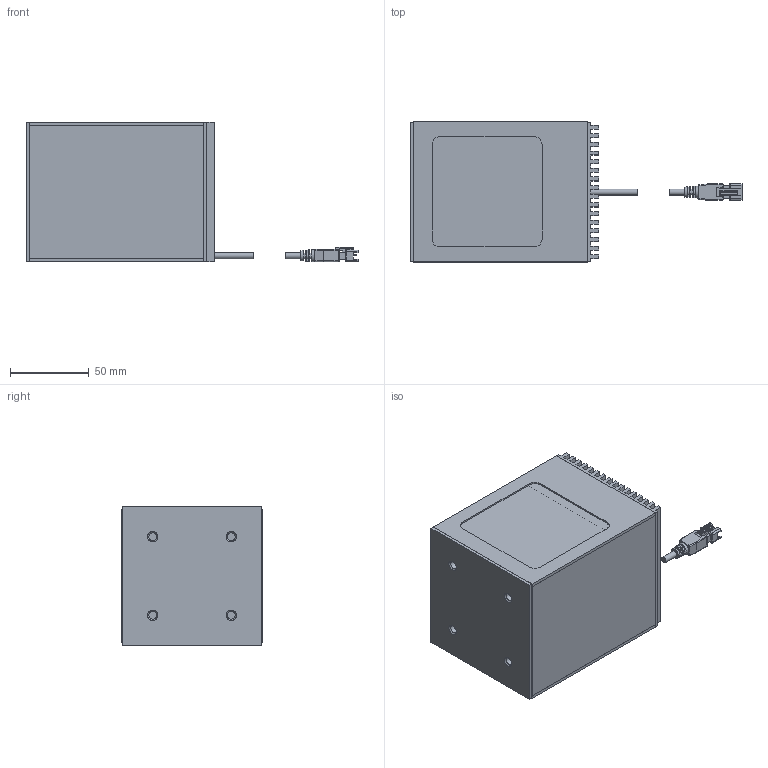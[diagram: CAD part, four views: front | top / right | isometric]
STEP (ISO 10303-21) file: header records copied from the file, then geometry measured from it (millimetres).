
FILE_DESCRIPTION(('STEP AP214'),'1');
FILE_NAME('LVL-7070.stp','2023-06-26T03:22:38',(' '),(' '),'Spatial InterOp 3D',' ',' ');
FILE_SCHEMA(('AUTOMOTIVE_DESIGN { 1 0 10303 214 1 1 1 1 }'));
Length unit declared in the file: metre
Products named in the file (3): LVL-7070; Component1; Component2
Assembly tree (2 placements, depth 2):
  LVL-7070
    Component1
    Component2
Bounding box: 211.25 x 89.1 x 89 mm (x, y, z)
Volume: 404486.1 mm3; surface area: 135154.8 mm2
Topology: 2 solids, 2 shells, 291 faces, 783 edges, 508 vertices
Faces by surface type: plane 226, cylinder 48, cone 5, bspline 4, sphere 4, torus 4
Full cylindrical faces by diameter (mm): 3.9 x2, 5 x4
Entity records: 11625 total; most frequent: CARTESIAN_POINT 2049, ORIENTED_EDGE 1508, DIRECTION 1417, EDGE_CURVE 754, LINE 619, VECTOR 619, VERTEX_POINT 497, AXIS2_PLACEMENT_3D 399
